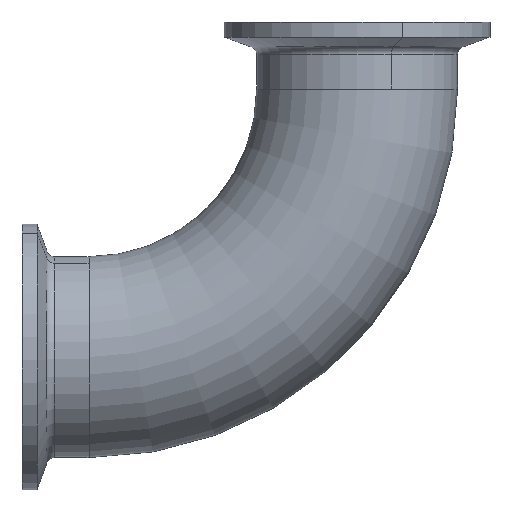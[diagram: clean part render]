
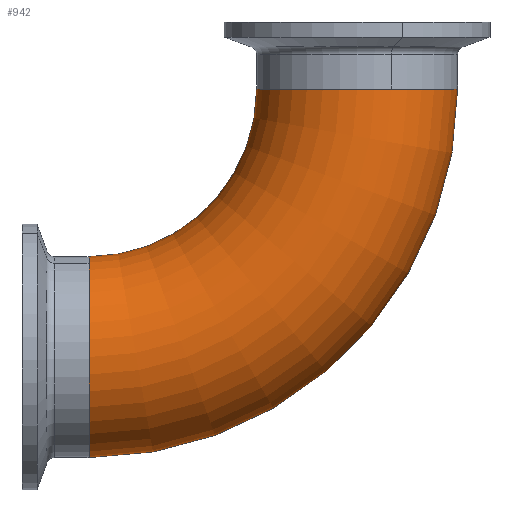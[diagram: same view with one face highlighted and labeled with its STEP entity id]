
A CAD part, front view. The second image highlights one B-rep face of the part: STEP entity #942.
In plain terms, the highlighted toroidal (fillet/blend) face has major radius 50.8 mm and minor radius 19.05 mm.
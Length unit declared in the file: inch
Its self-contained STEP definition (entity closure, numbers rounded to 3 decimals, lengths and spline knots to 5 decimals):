
#43 = CIRCLE ( 'NONE', #844, 0.75 ) ;
#69 = CARTESIAN_POINT ( 'NONE',  ( 0., 0., -2. ) ) ;
#107 = CIRCLE ( 'NONE', #895, 1.25 ) ;
#159 = CIRCLE ( 'NONE', #660, 0.75 ) ;
#218 = DIRECTION ( 'NONE',  ( 0., -1., 0. ) ) ;
#284 = CARTESIAN_POINT ( 'NONE',  ( 0., 0., -1.25 ) ) ;
#312 = CARTESIAN_POINT ( 'NONE',  ( 2.75, 0., 0. ) ) ;
#331 = EDGE_LOOP ( 'NONE', ( #840, #364, #865, #803 ) ) ;
#349 = DIRECTION ( 'NONE',  ( 0., -1., 0. ) ) ;
#364 = ORIENTED_EDGE ( 'NONE', *, *, #700, .T. ) ;
#397 = DIRECTION ( 'NONE',  ( 0., -1., 0. ) ) ;
#425 = AXIS2_PLACEMENT_3D ( 'NONE', #904, #349, #522 ) ;
#442 = DIRECTION ( 'NONE',  ( 0., 0., 1. ) ) ;
#507 = VERTEX_POINT ( 'NONE', #577 ) ;
#522 = DIRECTION ( 'NONE',  ( 0., 0., -1. ) ) ;
#531 = EDGE_CURVE ( 'NONE', #507, #882, #43, .T. ) ;
#577 = CARTESIAN_POINT ( 'NONE',  ( 1.25, 0., 0. ) ) ;
#578 = VERTEX_POINT ( 'NONE', #284 ) ;
#588 = DIRECTION ( 'NONE',  ( 0., 0., -1. ) ) ;
#617 = AXIS2_PLACEMENT_3D ( 'NONE', #917, #218, #841 ) ;
#619 = EDGE_CURVE ( 'NONE', #578, #888, #159, .T. ) ;
#660 = AXIS2_PLACEMENT_3D ( 'NONE', #69, #899, #588 ) ;
#700 = EDGE_CURVE ( 'NONE', #888, #882, #985, .T. ) ;
#714 = CARTESIAN_POINT ( 'NONE',  ( 0., 0., -2.75 ) ) ;
#803 = ORIENTED_EDGE ( 'NONE', *, *, #903, .F. ) ;
#840 = ORIENTED_EDGE ( 'NONE', *, *, #619, .T. ) ;
#841 = DIRECTION ( 'NONE',  ( 0., 0., -1. ) ) ;
#844 = AXIS2_PLACEMENT_3D ( 'NONE', #902, #442, #984 ) ;
#860 = TOROIDAL_SURFACE ( 'NONE', #617, 2., 0.75 ) ;
#865 = ORIENTED_EDGE ( 'NONE', *, *, #531, .F. ) ;
#866 = CARTESIAN_POINT ( 'NONE',  ( 0., 0., 0. ) ) ;
#870 = DIRECTION ( 'NONE',  ( 0., 0., -1. ) ) ;
#882 = VERTEX_POINT ( 'NONE', #312 ) ;
#888 = VERTEX_POINT ( 'NONE', #714 ) ;
#895 = AXIS2_PLACEMENT_3D ( 'NONE', #866, #397, #870 ) ;
#899 = DIRECTION ( 'NONE',  ( 1., 0., 0. ) ) ;
#902 = CARTESIAN_POINT ( 'NONE',  ( 2., 0., 0. ) ) ;
#903 = EDGE_CURVE ( 'NONE', #578, #507, #107, .T. ) ;
#904 = CARTESIAN_POINT ( 'NONE',  ( 0., 0., 0. ) ) ;
#909 = FACE_OUTER_BOUND ( 'NONE', #331, .T. ) ;
#917 = CARTESIAN_POINT ( 'NONE',  ( 0., 0., 0. ) ) ;
#942 = ADVANCED_FACE ( 'NONE', ( #909 ), #860, .T. ) ;
#984 = DIRECTION ( 'NONE',  ( 1., 0., 0. ) ) ;
#985 = CIRCLE ( 'NONE', #425, 2.75 ) ;
